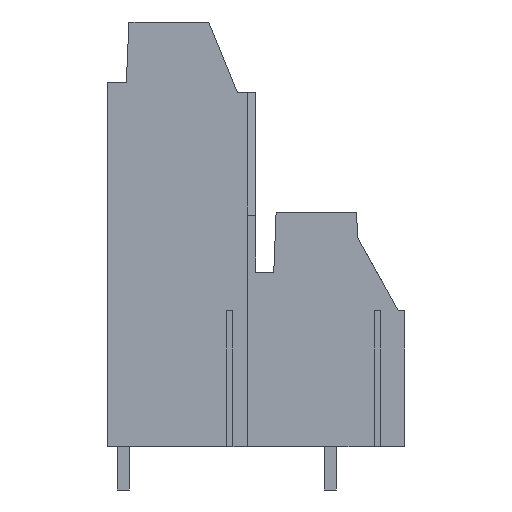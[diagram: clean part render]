
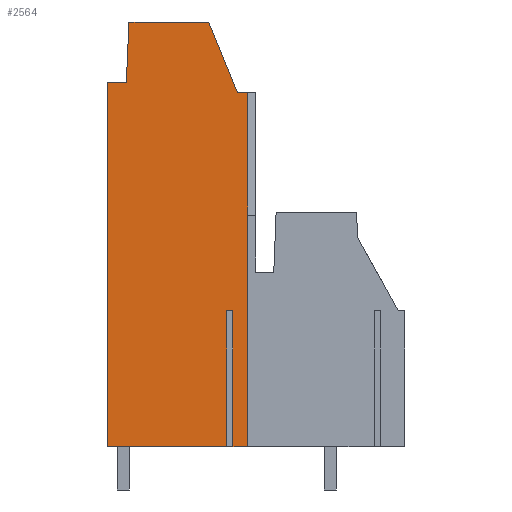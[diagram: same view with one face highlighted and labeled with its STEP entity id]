
A CAD part, left-side view. The second image highlights one B-rep face of the part: STEP entity #2564.
In plain terms, the highlighted planar face has unit normal (-1, 0, 0).
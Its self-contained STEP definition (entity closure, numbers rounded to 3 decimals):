
#2489=AXIS2_PLACEMENT_3D('Plane Axis2P3D',#2486,#2487,#2488) ;
#482=CARTESIAN_POINT('Vertex',(0.,21.94,3.2)) ;
#674=CARTESIAN_POINT('Vertex',(0.,11.574,3.2)) ;
#677=CARTESIAN_POINT('Line Origine',(0.,12.12,3.2)) ;
#681=CARTESIAN_POINT('Vertex',(0.,12.665,3.2)) ;
#730=CARTESIAN_POINT('Vertex',(0.,13.115,3.2)) ;
#733=CARTESIAN_POINT('Line Origine',(0.,17.528,3.2)) ;
#1110=CARTESIAN_POINT('Vertex',(0.,11.574,29.26)) ;
#1113=CARTESIAN_POINT('Line Origine',(0.,11.574,16.23)) ;
#2486=CARTESIAN_POINT('Axis2P3D Location',(0.,11.,17.2)) ;
#2491=CARTESIAN_POINT('Line Origine',(0.,21.94,16.625)) ;
#2495=CARTESIAN_POINT('Vertex',(0.,21.94,30.05)) ;
#2498=CARTESIAN_POINT('Line Origine',(0.,13.115,8.2)) ;
#2502=CARTESIAN_POINT('Vertex',(0.,13.115,13.2)) ;
#2505=CARTESIAN_POINT('Line Origine',(0.,12.89,13.2)) ;
#2509=CARTESIAN_POINT('Vertex',(0.,12.665,13.2)) ;
#2512=CARTESIAN_POINT('Line Origine',(0.,12.665,8.2)) ;
#2517=CARTESIAN_POINT('Line Origine',(0.,11.956,29.26)) ;
#2521=CARTESIAN_POINT('Vertex',(0.,12.337,29.26)) ;
#2524=CARTESIAN_POINT('Line Origine',(0.,13.393,31.865)) ;
#2528=CARTESIAN_POINT('Vertex',(0.,14.449,34.47)) ;
#2531=CARTESIAN_POINT('Line Origine',(0.,17.389,34.47)) ;
#2535=CARTESIAN_POINT('Vertex',(0.,20.328,34.47)) ;
#2538=CARTESIAN_POINT('Line Origine',(0.,20.424,32.26)) ;
#2542=CARTESIAN_POINT('Vertex',(0.,20.521,30.05)) ;
#2545=CARTESIAN_POINT('Line Origine',(0.,21.23,30.05)) ;
#678=DIRECTION('Vector Direction',(0.,1.,0.)) ;
#734=DIRECTION('Vector Direction',(0.,1.,0.)) ;
#1114=DIRECTION('Vector Direction',(0.,0.,1.)) ;
#2487=DIRECTION('Axis2P3D Direction',(1.,0.,0.)) ;
#2488=DIRECTION('Axis2P3D XDirection',(0.,1.,0.)) ;
#2492=DIRECTION('Vector Direction',(0.,0.,-1.)) ;
#2499=DIRECTION('Vector Direction',(0.,0.,1.)) ;
#2506=DIRECTION('Vector Direction',(0.,1.,0.)) ;
#2513=DIRECTION('Vector Direction',(0.,0.,1.)) ;
#2518=DIRECTION('Vector Direction',(0.,1.,0.)) ;
#2525=DIRECTION('Vector Direction',(0.,0.376,0.927)) ;
#2532=DIRECTION('Vector Direction',(0.,1.,0.)) ;
#2539=DIRECTION('Vector Direction',(0.,-0.044,0.999)) ;
#2546=DIRECTION('Vector Direction',(0.,1.,0.)) ;
#679=VECTOR('Line Direction',#678,1.) ;
#735=VECTOR('Line Direction',#734,1.) ;
#1115=VECTOR('Line Direction',#1114,1.) ;
#2493=VECTOR('Line Direction',#2492,1.) ;
#2500=VECTOR('Line Direction',#2499,1.) ;
#2507=VECTOR('Line Direction',#2506,1.) ;
#2514=VECTOR('Line Direction',#2513,1.) ;
#2519=VECTOR('Line Direction',#2518,1.) ;
#2526=VECTOR('Line Direction',#2525,1.) ;
#2533=VECTOR('Line Direction',#2532,1.) ;
#2540=VECTOR('Line Direction',#2539,1.) ;
#2547=VECTOR('Line Direction',#2546,1.) ;
#2551=ORIENTED_EDGE('',*,*,#2497,.T.) ;
#2552=ORIENTED_EDGE('',*,*,#737,.F.) ;
#2553=ORIENTED_EDGE('',*,*,#2504,.T.) ;
#2554=ORIENTED_EDGE('',*,*,#2511,.F.) ;
#2555=ORIENTED_EDGE('',*,*,#2516,.F.) ;
#2556=ORIENTED_EDGE('',*,*,#683,.F.) ;
#2557=ORIENTED_EDGE('',*,*,#1117,.T.) ;
#2558=ORIENTED_EDGE('',*,*,#2523,.T.) ;
#2559=ORIENTED_EDGE('',*,*,#2530,.T.) ;
#2560=ORIENTED_EDGE('',*,*,#2537,.T.) ;
#2561=ORIENTED_EDGE('',*,*,#2544,.F.) ;
#2562=ORIENTED_EDGE('',*,*,#2549,.T.) ;
#2564=ADVANCED_FACE('housing',(#2563),#2490,.F.) ;
#683=EDGE_CURVE('',#675,#682,#680,.T.) ;
#737=EDGE_CURVE('',#731,#483,#736,.T.) ;
#1117=EDGE_CURVE('',#675,#1111,#1116,.T.) ;
#2497=EDGE_CURVE('',#2496,#483,#2494,.T.) ;
#2504=EDGE_CURVE('',#731,#2503,#2501,.T.) ;
#2511=EDGE_CURVE('',#2510,#2503,#2508,.T.) ;
#2516=EDGE_CURVE('',#682,#2510,#2515,.T.) ;
#2523=EDGE_CURVE('',#1111,#2522,#2520,.T.) ;
#2530=EDGE_CURVE('',#2522,#2529,#2527,.T.) ;
#2537=EDGE_CURVE('',#2529,#2536,#2534,.T.) ;
#2544=EDGE_CURVE('',#2543,#2536,#2541,.T.) ;
#2549=EDGE_CURVE('',#2543,#2496,#2548,.T.) ;
#2550=EDGE_LOOP('',(#2551,#2552,#2553,#2554,#2555,#2556,#2557,#2558,#2559,#2560,#2561,#2562)) ;
#2563=FACE_OUTER_BOUND('',#2550,.T.) ;
#680=LINE('Line',#677,#679) ;
#736=LINE('Line',#733,#735) ;
#1116=LINE('Line',#1113,#1115) ;
#2494=LINE('Line',#2491,#2493) ;
#2501=LINE('Line',#2498,#2500) ;
#2508=LINE('Line',#2505,#2507) ;
#2515=LINE('Line',#2512,#2514) ;
#2520=LINE('Line',#2517,#2519) ;
#2527=LINE('Line',#2524,#2526) ;
#2534=LINE('Line',#2531,#2533) ;
#2541=LINE('Line',#2538,#2540) ;
#2548=LINE('Line',#2545,#2547) ;
#2490=PLANE('',#2489) ;
#483=VERTEX_POINT('',#482) ;
#675=VERTEX_POINT('',#674) ;
#682=VERTEX_POINT('',#681) ;
#731=VERTEX_POINT('',#730) ;
#1111=VERTEX_POINT('',#1110) ;
#2496=VERTEX_POINT('',#2495) ;
#2503=VERTEX_POINT('',#2502) ;
#2510=VERTEX_POINT('',#2509) ;
#2522=VERTEX_POINT('',#2521) ;
#2529=VERTEX_POINT('',#2528) ;
#2536=VERTEX_POINT('',#2535) ;
#2543=VERTEX_POINT('',#2542) ;
